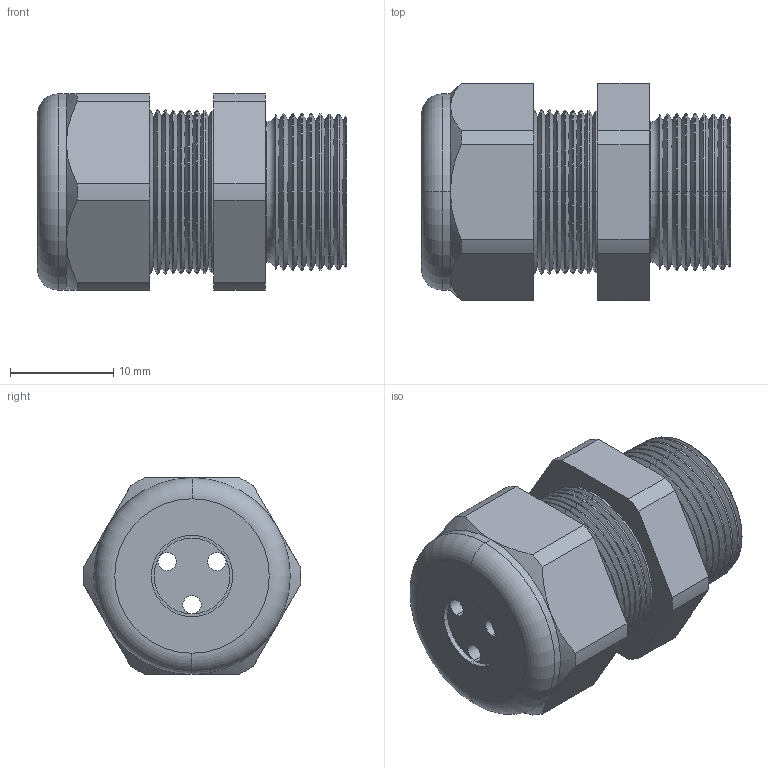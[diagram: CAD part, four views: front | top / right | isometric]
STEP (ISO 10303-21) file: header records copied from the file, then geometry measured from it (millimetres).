
FILE_DESCRIPTION (( 'STEP AP203' ), '1' );
FILE_NAME ('CD16M7-BK.STEP', '2008-12-20T07:50:36', ( 'BSI00' ), ( '' ), 'SwSTEP 2.0', 'SolidWorks 2007', '' );
FILE_SCHEMA (( 'CONFIG_CONTROL_DESIGN' ));
Length unit declared in the file: inch
Products named in the file (1): CD16M7-BK
Bounding box: 29.97 x 21.14 x 19.05 mm (x, y, z)
Volume: 5504 mm3; surface area: 3982.2 mm2
Topology: 2 solids, 2 shells, 156 faces, 336 edges, 188 vertices
Faces by surface type: cone 104, cylinder 26, plane 20, torus 6
Entity records: 4307 total; most frequent: DIRECTION 808, CARTESIAN_POINT 753, ORIENTED_EDGE 672, EDGE_CURVE 336, AXIS2_PLACEMENT_3D 327, VERTEX_POINT 188, CIRCLE 170, EDGE_LOOP 168
